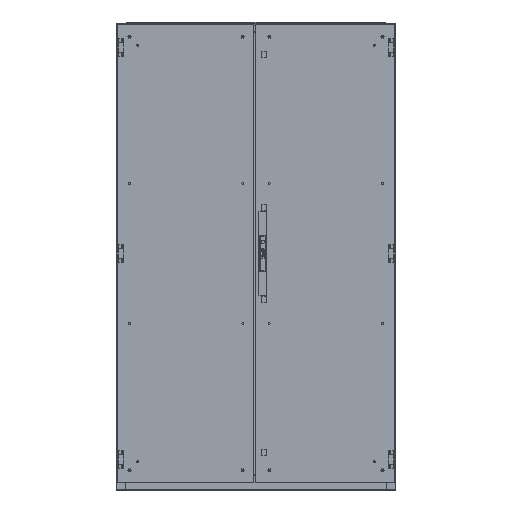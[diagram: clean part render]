
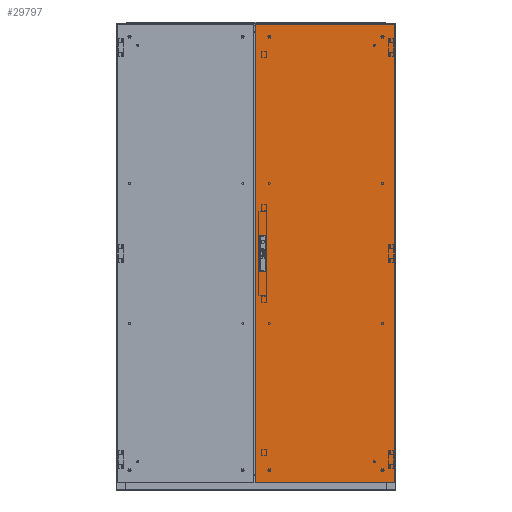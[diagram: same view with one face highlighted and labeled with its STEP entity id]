
A CAD part, top view. The second image highlights one B-rep face of the part: STEP entity #29797.
In plain terms, the highlighted planar face has unit normal (0, 0, 1).
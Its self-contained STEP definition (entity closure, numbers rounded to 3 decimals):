
#2296 = LINE ( 'NONE', #47577, #29635 ) ;
#2395 = CARTESIAN_POINT ( 'NONE',  ( -252.8, 78.5, 0. ) ) ;
#2981 = DIRECTION ( 'NONE',  ( 0., 1., 0. ) ) ;
#5170 = VERTEX_POINT ( 'NONE', #60759 ) ;
#5221 = DIRECTION ( 'NONE',  ( 1., 0., 0. ) ) ;
#9763 = CARTESIAN_POINT ( 'NONE',  ( -300., 983.5, 0. ) ) ;
#11648 = VERTEX_POINT ( 'NONE', #96106 ) ;
#14626 = DIRECTION ( 'NONE',  ( 0., 0., 1. ) ) ;
#15257 = VERTEX_POINT ( 'NONE', #136429 ) ;
#22071 = EDGE_CURVE ( 'NONE', #5170, #39961, #117647, .T. ) ;
#24106 = ORIENTED_EDGE ( 'NONE', *, *, #146483, .F. ) ;
#25301 = PLANE ( 'NONE',  #115233 ) ;
#26271 = LINE ( 'NONE', #73431, #147226 ) ;
#29635 = VECTOR ( 'NONE', #106150, 1000. ) ;
#29797 = ADVANCED_FACE ( 'NONE', ( #95480, #119230 ), #25301, .T. ) ;
#32581 = ORIENTED_EDGE ( 'NONE', *, *, #102232, .F. ) ;
#33214 = DIRECTION ( 'NONE',  ( -1., 0., 0. ) ) ;
#35860 = EDGE_CURVE ( 'NONE', #105935, #62152, #93720, .T. ) ;
#36456 = LINE ( 'NONE', #87118, #67641 ) ;
#38783 = EDGE_CURVE ( 'NONE', #84714, #110204, #115821, .T. ) ;
#39090 = CARTESIAN_POINT ( 'NONE',  ( 300., -983.5, 0. ) ) ;
#39961 = VERTEX_POINT ( 'NONE', #39090 ) ;
#42622 = DIRECTION ( 'NONE',  ( 0., -1., 0. ) ) ;
#47577 = CARTESIAN_POINT ( 'NONE',  ( -300., 983.5, 0. ) ) ;
#55205 = ORIENTED_EDGE ( 'NONE', *, *, #35860, .T. ) ;
#57141 = EDGE_CURVE ( 'NONE', #39961, #84714, #110769, .T. ) ;
#60759 = CARTESIAN_POINT ( 'NONE',  ( -300., -983.5, 0. ) ) ;
#62152 = VERTEX_POINT ( 'NONE', #126615 ) ;
#64888 = CARTESIAN_POINT ( 'NONE',  ( -300., 983.5, 0. ) ) ;
#65764 = CARTESIAN_POINT ( 'NONE',  ( -283.2, 0., 0. ) ) ;
#67639 = VECTOR ( 'NONE', #42622, 1000. ) ;
#67641 = VECTOR ( 'NONE', #5221, 1000. ) ;
#73112 = CARTESIAN_POINT ( 'NONE',  ( 300., 983.5, 0. ) ) ;
#73431 = CARTESIAN_POINT ( 'NONE',  ( -283.2, 78.5, 0. ) ) ;
#75002 = EDGE_LOOP ( 'NONE', ( #128437, #143280, #140858, #90259 ) ) ;
#75363 = EDGE_CURVE ( 'NONE', #15257, #105935, #26271, .T. ) ;
#75833 = EDGE_CURVE ( 'NONE', #110204, #5170, #2296, .T. ) ;
#79495 = VECTOR ( 'NONE', #2981, 1000. ) ;
#84714 = VERTEX_POINT ( 'NONE', #98685 ) ;
#87118 = CARTESIAN_POINT ( 'NONE',  ( -283.2, -78.5, 0. ) ) ;
#90259 = ORIENTED_EDGE ( 'NONE', *, *, #22071, .T. ) ;
#91629 = DIRECTION ( 'NONE',  ( 1., 0., 0. ) ) ;
#93720 = LINE ( 'NONE', #120010, #124778 ) ;
#95480 = FACE_OUTER_BOUND ( 'NONE', #75002, .T. ) ;
#96106 = CARTESIAN_POINT ( 'NONE',  ( -283.2, -78.5, 0. ) ) ;
#96611 = DIRECTION ( 'NONE',  ( 1., 0., 0. ) ) ;
#98685 = CARTESIAN_POINT ( 'NONE',  ( 300., 983.5, 0. ) ) ;
#102232 = EDGE_CURVE ( 'NONE', #15257, #11648, #133768, .T. ) ;
#104506 = CARTESIAN_POINT ( 'NONE',  ( -300., -983.5, 0. ) ) ;
#105935 = VERTEX_POINT ( 'NONE', #2395 ) ;
#106150 = DIRECTION ( 'NONE',  ( 0., -1., 0. ) ) ;
#108795 = DIRECTION ( 'NONE',  ( 1., 0., 0. ) ) ;
#110204 = VERTEX_POINT ( 'NONE', #64888 ) ;
#110769 = LINE ( 'NONE', #73112, #79495 ) ;
#115233 = AXIS2_PLACEMENT_3D ( 'NONE', #131408, #14626, #96611 ) ;
#115821 = LINE ( 'NONE', #9763, #143273 ) ;
#117647 = LINE ( 'NONE', #104506, #148750 ) ;
#119230 = FACE_BOUND ( 'NONE', #143560, .T. ) ;
#120010 = CARTESIAN_POINT ( 'NONE',  ( -252.8, 0., 0. ) ) ;
#124778 = VECTOR ( 'NONE', #132349, 1000. ) ;
#126615 = CARTESIAN_POINT ( 'NONE',  ( -252.8, -78.5, 0. ) ) ;
#128437 = ORIENTED_EDGE ( 'NONE', *, *, #57141, .T. ) ;
#131408 = CARTESIAN_POINT ( 'NONE',  ( 0., 0., 0. ) ) ;
#132349 = DIRECTION ( 'NONE',  ( 0., -1., 0. ) ) ;
#133768 = LINE ( 'NONE', #65764, #67639 ) ;
#135888 = ORIENTED_EDGE ( 'NONE', *, *, #75363, .T. ) ;
#136429 = CARTESIAN_POINT ( 'NONE',  ( -283.2, 78.5, 0. ) ) ;
#140858 = ORIENTED_EDGE ( 'NONE', *, *, #75833, .T. ) ;
#143273 = VECTOR ( 'NONE', #33214, 1000. ) ;
#143280 = ORIENTED_EDGE ( 'NONE', *, *, #38783, .T. ) ;
#143560 = EDGE_LOOP ( 'NONE', ( #32581, #135888, #55205, #24106 ) ) ;
#146483 = EDGE_CURVE ( 'NONE', #11648, #62152, #36456, .T. ) ;
#147226 = VECTOR ( 'NONE', #108795, 1000. ) ;
#148750 = VECTOR ( 'NONE', #91629, 1000. ) ;
